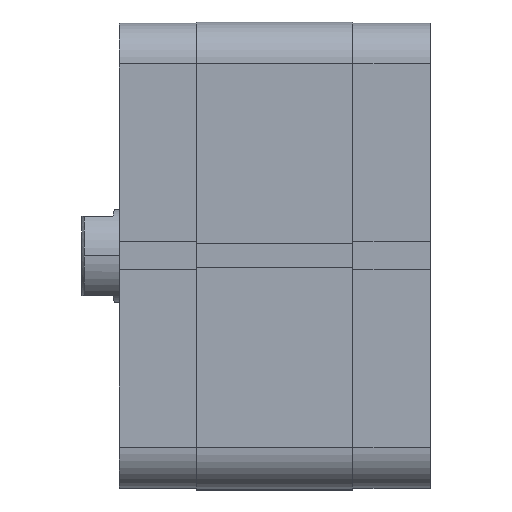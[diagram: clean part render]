
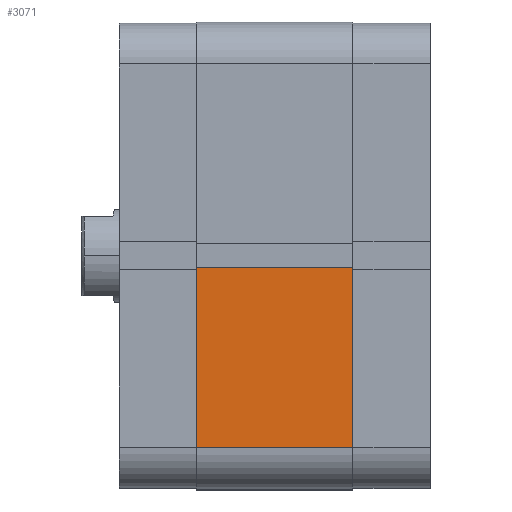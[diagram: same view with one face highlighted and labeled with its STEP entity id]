
A CAD part, top view. The second image highlights one B-rep face of the part: STEP entity #3071.
In plain terms, the highlighted face is planar.
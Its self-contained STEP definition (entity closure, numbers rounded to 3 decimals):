
#345 = VERTEX_POINT ( 'NONE', #3143 ) ;
#346 = VERTEX_POINT ( 'NONE', #3144 ) ;
#363 = VERTEX_POINT ( 'NONE', #3161 ) ;
#364 = VERTEX_POINT ( 'NONE', #3162 ) ;
#639 = EDGE_LOOP ( 'NONE', ( #5497, #5495, #5525, #5490 ) ) ;
#1374 = CARTESIAN_POINT ( 'NONE',  ( 41., 50., 33.5 ) ) ;
#1379 = DIRECTION ( 'NONE',  ( 0., 0., -1. ) ) ;
#1656 = CARTESIAN_POINT ( 'NONE',  ( 2.6, 50., 33.5 ) ) ;
#1657 = DIRECTION ( 'NONE',  ( 0., 0., -1. ) ) ;
#2169 = LINE ( 'NONE', #1374, #2176 ) ;
#2176 = VECTOR ( 'NONE', #1379, 1000. ) ;
#2393 = LINE ( 'NONE', #1656, #2394 ) ;
#2394 = VECTOR ( 'NONE', #1657, 1000. ) ;
#2867 = EDGE_CURVE ( 'NONE', #345, #346, #4775, .T. ) ;
#2894 = EDGE_CURVE ( 'NONE', #364, #363, #4851, .T. ) ;
#3071 = ADVANCED_FACE ( 'NONE', ( #5236 ), #4380, .F. ) ;
#3143 = CARTESIAN_POINT ( 'NONE',  ( 41., 50., 33.5 ) ) ;
#3144 = CARTESIAN_POINT ( 'NONE',  ( 2.6, 50., 33.5 ) ) ;
#3161 = CARTESIAN_POINT ( 'NONE',  ( 2.6, 50., 0. ) ) ;
#3162 = CARTESIAN_POINT ( 'NONE',  ( 41., 50., 0. ) ) ;
#3599 = CARTESIAN_POINT ( 'NONE',  ( 2.6, 50., 33.5 ) ) ;
#3600 = DIRECTION ( 'NONE',  ( -1., 0., 0. ) ) ;
#3660 = CARTESIAN_POINT ( 'NONE',  ( 2.6, 50., 0. ) ) ;
#3663 = DIRECTION ( 'NONE',  ( -1., 0., 0. ) ) ;
#4379 = CARTESIAN_POINT ( 'NONE',  ( 2.6, 50., 33.5 ) ) ;
#4380 = PLANE ( 'NONE',  #6060 ) ;
#4382 = DIRECTION ( 'NONE',  ( 0., -1., 0. ) ) ;
#4383 = DIRECTION ( 'NONE',  ( 1., 0., 0. ) ) ;
#4775 = LINE ( 'NONE', #3599, #4792 ) ;
#4792 = VECTOR ( 'NONE', #3600, 1000. ) ;
#4851 = LINE ( 'NONE', #3660, #4855 ) ;
#4855 = VECTOR ( 'NONE', #3663, 1000. ) ;
#5236 = FACE_OUTER_BOUND ( 'NONE', #639, .T. ) ;
#5490 = ORIENTED_EDGE ( 'NONE', *, *, #6302, .T. ) ;
#5495 = ORIENTED_EDGE ( 'NONE', *, *, #6449, .F. ) ;
#5497 = ORIENTED_EDGE ( 'NONE', *, *, #2894, .T. ) ;
#5525 = ORIENTED_EDGE ( 'NONE', *, *, #2867, .F. ) ;
#6060 = AXIS2_PLACEMENT_3D ( 'NONE', #4379, #4382, #4383 ) ;
#6302 = EDGE_CURVE ( 'NONE', #345, #364, #2169, .T. ) ;
#6449 = EDGE_CURVE ( 'NONE', #346, #363, #2393, .T. ) ;
